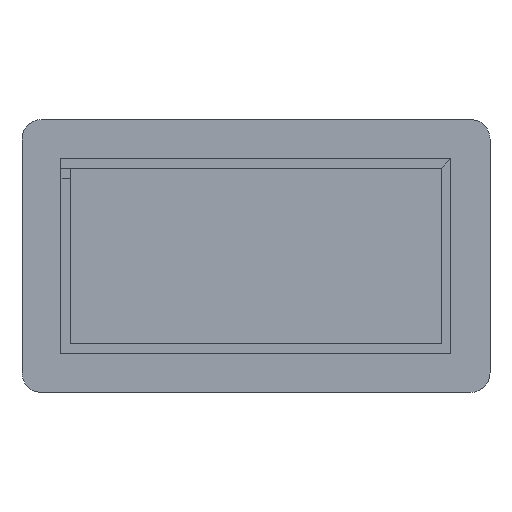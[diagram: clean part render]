
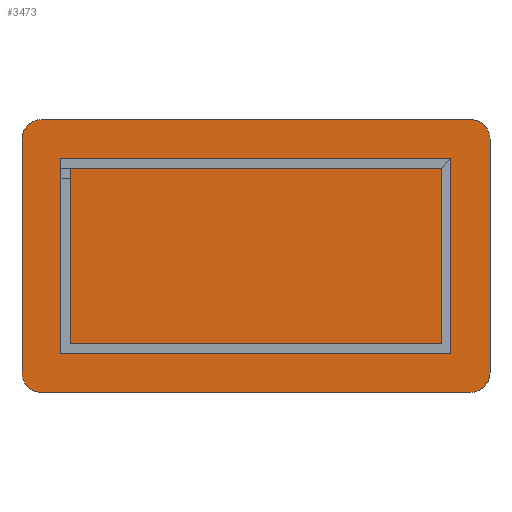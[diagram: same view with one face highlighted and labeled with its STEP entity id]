
A CAD part, front view. The second image highlights one B-rep face of the part: STEP entity #3473.
In plain terms, the highlighted free-form (B-spline) face has degree [1, 1] with [2, 2] control points.
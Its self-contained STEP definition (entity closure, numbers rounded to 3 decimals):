
#3275 = VERTEX_POINT('',#3276);
#3276 = CARTESIAN_POINT('',(832.486,520.304,
    -416.243));
#3281 = EDGE_CURVE('',#3275,#3282,#3284,.T.);
#3282 = VERTEX_POINT('',#3283);
#3283 = CARTESIAN_POINT('',(763.112,520.304,
    -485.617));
#3284 = ( BOUNDED_CURVE() B_SPLINE_CURVE(2,(#3285,#3286,#3287),
.UNSPECIFIED.,.F.,.F.) B_SPLINE_CURVE_WITH_KNOTS((3,3),(-0.785,
0.785),.PIECEWISE_BEZIER_KNOTS.) CURVE() 
GEOMETRIC_REPRESENTATION_ITEM() RATIONAL_B_SPLINE_CURVE((1.,
0.707,1.)) REPRESENTATION_ITEM('') );
#3285 = CARTESIAN_POINT('',(832.486,520.304,
    -416.243));
#3286 = CARTESIAN_POINT('',(832.486,520.304,
    -485.617));
#3287 = CARTESIAN_POINT('',(763.112,520.304,
    -485.617));
#3306 = VERTEX_POINT('',#3307);
#3307 = CARTESIAN_POINT('',(832.486,520.304,
    416.243));
#3312 = EDGE_CURVE('',#3306,#3275,#3313,.T.);
#3313 = B_SPLINE_CURVE_WITH_KNOTS('',1,(#3314,#3315),.UNSPECIFIED.,.F.,
  .F.,(2,2),(5.,65.),.PIECEWISE_BEZIER_KNOTS.);
#3314 = CARTESIAN_POINT('',(832.486,520.304,
    416.243));
#3315 = CARTESIAN_POINT('',(832.486,520.304,
    -416.243));
#3328 = VERTEX_POINT('',#3329);
#3329 = CARTESIAN_POINT('',(763.112,520.304,
    485.617));
#3334 = EDGE_CURVE('',#3328,#3306,#3335,.T.);
#3335 = ( BOUNDED_CURVE() B_SPLINE_CURVE(2,(#3336,#3337,#3338),
.UNSPECIFIED.,.F.,.F.) B_SPLINE_CURVE_WITH_KNOTS((3,3),(-0.785,
0.785),.PIECEWISE_BEZIER_KNOTS.) CURVE() 
GEOMETRIC_REPRESENTATION_ITEM() RATIONAL_B_SPLINE_CURVE((1.,
0.707,1.)) REPRESENTATION_ITEM('') );
#3336 = CARTESIAN_POINT('',(763.112,520.304,
    485.617));
#3337 = CARTESIAN_POINT('',(832.486,520.304,
    485.617));
#3338 = CARTESIAN_POINT('',(832.486,520.304,
    416.243));
#3353 = VERTEX_POINT('',#3354);
#3354 = CARTESIAN_POINT('',(-763.112,520.304,
    485.617));
#3359 = EDGE_CURVE('',#3353,#3328,#3360,.T.);
#3360 = B_SPLINE_CURVE_WITH_KNOTS('',1,(#3361,#3362),.UNSPECIFIED.,.F.,
  .F.,(2,2),(5.,115.),.PIECEWISE_BEZIER_KNOTS.);
#3361 = CARTESIAN_POINT('',(-763.112,520.304,
    485.617));
#3362 = CARTESIAN_POINT('',(763.112,520.304,
    485.617));
#3391 = VERTEX_POINT('',#3392);
#3392 = CARTESIAN_POINT('',(-763.112,520.304,
    -485.617));
#3397 = EDGE_CURVE('',#3391,#3398,#3400,.T.);
#3398 = VERTEX_POINT('',#3399);
#3399 = CARTESIAN_POINT('',(-832.486,520.304,
    -416.243));
#3400 = ( BOUNDED_CURVE() B_SPLINE_CURVE(2,(#3401,#3402,#3403),
.UNSPECIFIED.,.F.,.F.) B_SPLINE_CURVE_WITH_KNOTS((3,3),(-0.785,
0.785),.PIECEWISE_BEZIER_KNOTS.) CURVE() 
GEOMETRIC_REPRESENTATION_ITEM() RATIONAL_B_SPLINE_CURVE((1.,
0.707,1.)) REPRESENTATION_ITEM('') );
#3401 = CARTESIAN_POINT('',(-763.112,520.304,
    -485.617));
#3402 = CARTESIAN_POINT('',(-832.486,520.304,
    -485.617));
#3403 = CARTESIAN_POINT('',(-832.486,520.304,
    -416.243));
#3422 = EDGE_CURVE('',#3282,#3391,#3423,.T.);
#3423 = B_SPLINE_CURVE_WITH_KNOTS('',1,(#3424,#3425),.UNSPECIFIED.,.F.,
  .F.,(2,2),(5.,115.),.PIECEWISE_BEZIER_KNOTS.);
#3424 = CARTESIAN_POINT('',(763.112,520.304,
    -485.617));
#3425 = CARTESIAN_POINT('',(-763.112,520.304,
    -485.617));
#3438 = VERTEX_POINT('',#3439);
#3439 = CARTESIAN_POINT('',(-832.486,520.304,
    416.243));
#3444 = EDGE_CURVE('',#3438,#3353,#3445,.T.);
#3445 = ( BOUNDED_CURVE() B_SPLINE_CURVE(2,(#3446,#3447,#3448),
.UNSPECIFIED.,.F.,.F.) B_SPLINE_CURVE_WITH_KNOTS((3,3),(-0.785,
0.785),.PIECEWISE_BEZIER_KNOTS.) CURVE() 
GEOMETRIC_REPRESENTATION_ITEM() RATIONAL_B_SPLINE_CURVE((1.,
0.707,1.)) REPRESENTATION_ITEM('') );
#3446 = CARTESIAN_POINT('',(-832.486,520.304,
    416.243));
#3447 = CARTESIAN_POINT('',(-832.486,520.304,
    485.617));
#3448 = CARTESIAN_POINT('',(-763.112,520.304,
    485.617));
#3463 = EDGE_CURVE('',#3398,#3438,#3464,.T.);
#3464 = B_SPLINE_CURVE_WITH_KNOTS('',1,(#3465,#3466),.UNSPECIFIED.,.F.,
  .F.,(2,2),(5.,65.),.PIECEWISE_BEZIER_KNOTS.);
#3465 = CARTESIAN_POINT('',(-832.486,520.304,
    -416.243));
#3466 = CARTESIAN_POINT('',(-832.486,520.304,
    416.243));
#3473 = ADVANCED_FACE('',(#3474),#3484,.T.);
#3474 = FACE_BOUND('',#3475,.T.);
#3475 = EDGE_LOOP('',(#3476,#3477,#3478,#3479,#3480,#3481,#3482,#3483));
#3476 = ORIENTED_EDGE('',*,*,#3397,.F.);
#3477 = ORIENTED_EDGE('',*,*,#3422,.F.);
#3478 = ORIENTED_EDGE('',*,*,#3281,.F.);
#3479 = ORIENTED_EDGE('',*,*,#3312,.F.);
#3480 = ORIENTED_EDGE('',*,*,#3334,.F.);
#3481 = ORIENTED_EDGE('',*,*,#3359,.F.);
#3482 = ORIENTED_EDGE('',*,*,#3444,.F.);
#3483 = ORIENTED_EDGE('',*,*,#3463,.F.);
#3484 = B_SPLINE_SURFACE_WITH_KNOTS('',1,1,(
    (#3485,#3486)
    ,(#3487,#3488
    )),.UNSPECIFIED.,.F.,.F.,.F.,(2,2),(2,2),(-35.001,35.001),(-60.001,
    60.001),.PIECEWISE_BEZIER_KNOTS.);
#3485 = CARTESIAN_POINT('',(-832.5,520.304,
    485.631));
#3486 = CARTESIAN_POINT('',(832.5,520.304,
    485.631));
#3487 = CARTESIAN_POINT('',(-832.5,520.304,
    -485.631));
#3488 = CARTESIAN_POINT('',(832.5,520.304,
    -485.631));
